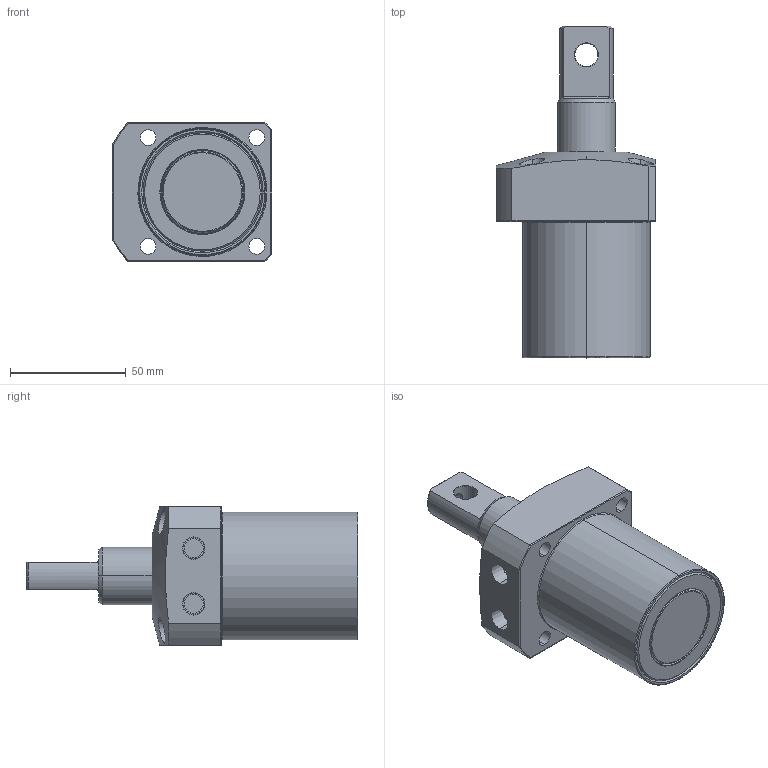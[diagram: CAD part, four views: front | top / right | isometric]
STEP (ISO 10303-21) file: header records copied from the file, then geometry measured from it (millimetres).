
FILE_DESCRIPTION (( 'STEP AP203' ), '1' );
FILE_NAME ('LHA0550-S-P.STEP', '2019-09-24T02:43:17', ( '微软用户' ), ( '微软中国' ), 'SwSTEP 2.0', 'SolidWorks 2012', '' );
FILE_SCHEMA (( 'CONFIG_CONTROL_DESIGN' ));
Length unit declared in the file: millimetre
Products named in the file (4): LHA0550-S-P; LHA0550-楓羔_蹬怮椔); LHA0550-咂衝椳紕溽_rev1; LHA0550-槭暌滀S(蹬怮椔)
Assembly tree (3 placements, depth 2):
  LHA0550-S-P
    LHA0550-槭暌滀S(蹬怮椔)
    LHA0550-咂衝椳紕溽_rev1
    LHA0550-楓羔_蹬怮椔)
Bounding box: 69 x 143.5 x 60 mm (x, y, z)
Volume: 265675.7 mm3; surface area: 36332.3 mm2
Topology: 3 solids, 3 shells, 115 faces, 259 edges, 163 vertices
Faces by surface type: cylinder 47, plane 31, cone 27, bspline 10
Entity records: 4480 total; most frequent: CARTESIAN_POINT 1517, DIRECTION 548, ORIENTED_EDGE 518, EDGE_CURVE 259, AXIS2_PLACEMENT_3D 228, VERTEX_POINT 163, EDGE_LOOP 140, CIRCLE 117
